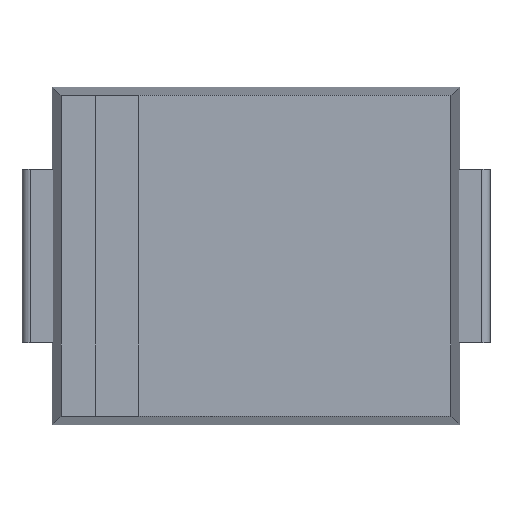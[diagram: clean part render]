
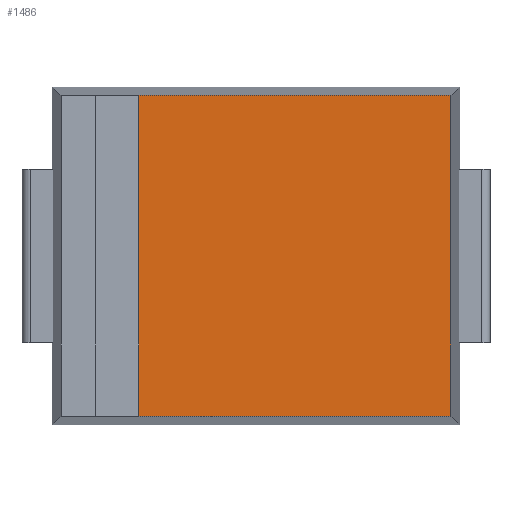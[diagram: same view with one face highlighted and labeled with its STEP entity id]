
A CAD part, top view. The second image highlights one B-rep face of the part: STEP entity #1486.
In plain terms, the highlighted planar face has unit normal (0, 0, 1).
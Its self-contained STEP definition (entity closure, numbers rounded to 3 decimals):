
#1335=CARTESIAN_POINT('',(-1.35,-1.85,2.44));
#1336=VERTEX_POINT('',#1335);
#1343=CARTESIAN_POINT('',(-1.35,1.85,2.44));
#1344=VERTEX_POINT('',#1343);
#1345=CARTESIAN_POINT('',(-1.35,1.85,2.44));
#1346=DIRECTION('',(0.0,-1.0,0.0));
#1347=VECTOR('',#1346,3.7);
#1348=LINE('',#1345,#1347);
#1349=EDGE_CURVE('',#1344,#1336,#1348,.T.);
#1456=CARTESIAN_POINT('',(0.0,0.,2.44));
#1457=DIRECTION('',(0.0,0.0,-1.0));
#1458=DIRECTION('',(-1.0,0.0,0.0));
#1459=AXIS2_PLACEMENT_3D('',#1456,#1457,#1458);
#1460=PLANE('',#1459);
#1461=ORIENTED_EDGE('',*,*,#1349,.T.);
#1462=CARTESIAN_POINT('',(2.25,-1.85,2.44));
#1463=VERTEX_POINT('',#1462);
#1464=CARTESIAN_POINT('',(2.25,-1.85,2.44));
#1465=DIRECTION('',(-1.0,0.0,0.0));
#1466=VECTOR('',#1465,3.6);
#1467=LINE('',#1464,#1466);
#1468=EDGE_CURVE('',#1463,#1336,#1467,.T.);
#1469=ORIENTED_EDGE('',*,*,#1468,.F.);
#1470=CARTESIAN_POINT('',(2.25,1.85,2.44));
#1471=VERTEX_POINT('',#1470);
#1472=CARTESIAN_POINT('',(2.25,1.85,2.44));
#1473=DIRECTION('',(0.0,-1.0,0.0));
#1474=VECTOR('',#1473,3.7);
#1475=LINE('',#1472,#1474);
#1476=EDGE_CURVE('',#1471,#1463,#1475,.T.);
#1477=ORIENTED_EDGE('',*,*,#1476,.F.);
#1478=CARTESIAN_POINT('',(-1.35,1.85,2.44));
#1479=DIRECTION('',(1.0,0.0,0.0));
#1480=VECTOR('',#1479,3.6);
#1481=LINE('',#1478,#1480);
#1482=EDGE_CURVE('',#1344,#1471,#1481,.T.);
#1483=ORIENTED_EDGE('',*,*,#1482,.F.);
#1484=EDGE_LOOP('',(#1461,#1469,#1477,#1483));
#1485=FACE_OUTER_BOUND('',#1484,.T.);
#1486=ADVANCED_FACE('',(#1485),#1460,.F.);
